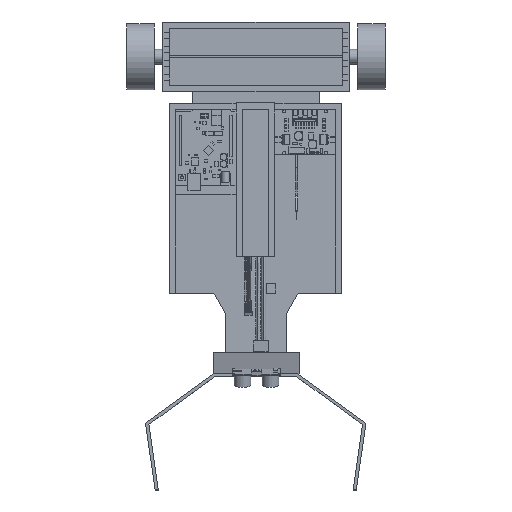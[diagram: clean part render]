
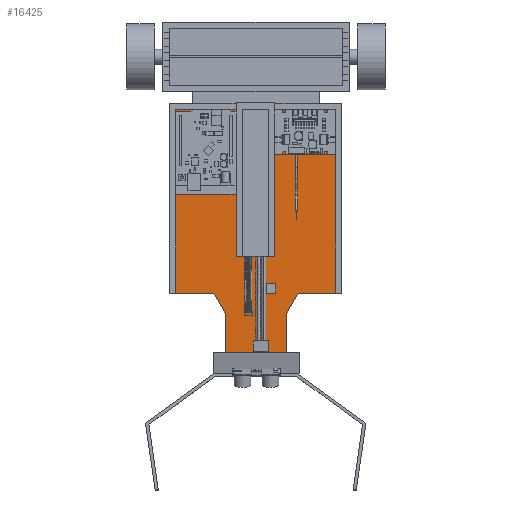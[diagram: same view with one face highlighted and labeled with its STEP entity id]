
A CAD part, top view. The second image highlights one B-rep face of the part: STEP entity #16425.
In plain terms, the highlighted planar face has unit normal (0, 0, 1).
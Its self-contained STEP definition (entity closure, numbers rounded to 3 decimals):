
#691=FACE_OUTER_BOUND('',#1650,.T.);
#1650=EDGE_LOOP('',(#10931,#10932,#10933,#10934,#10935,#10936,#10937,#10938,
#10939,#10940,#10941,#10942,#10943,#10944,#10945,#10946,#10947,#10948));
#2802=LINE('',#23304,#4909);
#2808=LINE('',#23316,#4915);
#2810=LINE('',#23319,#4917);
#2831=LINE('',#23368,#4938);
#2835=LINE('',#23377,#4942);
#2837=LINE('',#23381,#4944);
#2838=LINE('',#23383,#4945);
#2839=LINE('',#23385,#4946);
#2840=LINE('',#23387,#4947);
#2841=LINE('',#23389,#4948);
#2842=LINE('',#23390,#4949);
#2843=LINE('',#23392,#4950);
#2844=LINE('',#23394,#4951);
#2845=LINE('',#23396,#4952);
#2846=LINE('',#23398,#4953);
#2847=LINE('',#23399,#4954);
#2848=LINE('',#23401,#4955);
#2849=LINE('',#23402,#4956);
#4909=VECTOR('',#18807,10.);
#4915=VECTOR('',#18815,10.);
#4917=VECTOR('',#18819,10.);
#4938=VECTOR('',#18852,10.);
#4942=VECTOR('',#18858,10.);
#4944=VECTOR('',#18862,10.);
#4945=VECTOR('',#18863,10.);
#4946=VECTOR('',#18864,10.);
#4947=VECTOR('',#18865,10.);
#4948=VECTOR('',#18866,10.);
#4949=VECTOR('',#18867,10.);
#4950=VECTOR('',#18868,10.);
#4951=VECTOR('',#18869,10.);
#4952=VECTOR('',#18870,10.);
#4953=VECTOR('',#18871,10.);
#4954=VECTOR('',#18872,1.);
#4955=VECTOR('',#18873,1.);
#4956=VECTOR('',#18874,10.);
#7015=VERTEX_POINT('',#23300);
#7017=VERTEX_POINT('',#23303);
#7020=VERTEX_POINT('',#23310);
#7022=VERTEX_POINT('',#23314);
#7043=VERTEX_POINT('',#23365);
#7044=VERTEX_POINT('',#23367);
#7047=VERTEX_POINT('',#23374);
#7048=VERTEX_POINT('',#23376);
#7049=VERTEX_POINT('',#23380);
#7050=VERTEX_POINT('',#23382);
#7051=VERTEX_POINT('',#23384);
#7052=VERTEX_POINT('',#23386);
#7053=VERTEX_POINT('',#23388);
#7054=VERTEX_POINT('',#23391);
#7055=VERTEX_POINT('',#23393);
#7056=VERTEX_POINT('',#23395);
#7057=VERTEX_POINT('',#23397);
#7058=VERTEX_POINT('',#23400);
#8555=EDGE_CURVE('',#7017,#7015,#2802,.T.);
#8561=EDGE_CURVE('',#7022,#7020,#2808,.T.);
#8563=EDGE_CURVE('',#7020,#7015,#2810,.T.);
#8586=EDGE_CURVE('',#7044,#7043,#2831,.T.);
#8590=EDGE_CURVE('',#7048,#7047,#2835,.T.);
#8592=EDGE_CURVE('',#7049,#7047,#2837,.T.);
#8593=EDGE_CURVE('',#7049,#7050,#2838,.T.);
#8594=EDGE_CURVE('',#7050,#7051,#2839,.T.);
#8595=EDGE_CURVE('',#7051,#7052,#2840,.T.);
#8596=EDGE_CURVE('',#7053,#7052,#2841,.T.);
#8597=EDGE_CURVE('',#7053,#7044,#2842,.T.);
#8598=EDGE_CURVE('',#7043,#7054,#2843,.T.);
#8599=EDGE_CURVE('',#7055,#7054,#2844,.T.);
#8600=EDGE_CURVE('',#7055,#7056,#2845,.T.);
#8601=EDGE_CURVE('',#7057,#7056,#2846,.T.);
#8602=EDGE_CURVE('',#7017,#7057,#2847,.T.);
#8603=EDGE_CURVE('',#7058,#7022,#2848,.T.);
#8604=EDGE_CURVE('',#7058,#7048,#2849,.T.);
#10931=ORIENTED_EDGE('',*,*,#8590,.T.);
#10932=ORIENTED_EDGE('',*,*,#8592,.F.);
#10933=ORIENTED_EDGE('',*,*,#8593,.T.);
#10934=ORIENTED_EDGE('',*,*,#8594,.T.);
#10935=ORIENTED_EDGE('',*,*,#8595,.T.);
#10936=ORIENTED_EDGE('',*,*,#8596,.F.);
#10937=ORIENTED_EDGE('',*,*,#8597,.T.);
#10938=ORIENTED_EDGE('',*,*,#8586,.T.);
#10939=ORIENTED_EDGE('',*,*,#8598,.T.);
#10940=ORIENTED_EDGE('',*,*,#8599,.F.);
#10941=ORIENTED_EDGE('',*,*,#8600,.T.);
#10942=ORIENTED_EDGE('',*,*,#8601,.F.);
#10943=ORIENTED_EDGE('',*,*,#8602,.F.);
#10944=ORIENTED_EDGE('',*,*,#8555,.T.);
#10945=ORIENTED_EDGE('',*,*,#8563,.F.);
#10946=ORIENTED_EDGE('',*,*,#8561,.F.);
#10947=ORIENTED_EDGE('',*,*,#8603,.F.);
#10948=ORIENTED_EDGE('',*,*,#8604,.T.);
#15560=PLANE('',#17617);
#16425=ADVANCED_FACE('',(#691),#15560,.F.);
#17617=AXIS2_PLACEMENT_3D('',#23379,#18860,#18861);
#18807=DIRECTION('',(0.,-1.,0.));
#18815=DIRECTION('',(0.,-1.,0.));
#18819=DIRECTION('',(-1.,0.,0.));
#18852=DIRECTION('',(-1.,0.,0.));
#18858=DIRECTION('',(0.,1.,0.));
#18860=DIRECTION('center_axis',(0.,0.,-1.));
#18861=DIRECTION('ref_axis',(-1.,0.,0.));
#18862=DIRECTION('',(1.,0.,0.));
#18863=DIRECTION('',(0.,-1.,0.));
#18864=DIRECTION('',(-1.,0.,0.));
#18865=DIRECTION('',(0.,1.,0.));
#18866=DIRECTION('',(1.,0.,0.));
#18867=DIRECTION('',(0.,-1.,0.));
#18868=DIRECTION('',(0.,1.,0.));
#18869=DIRECTION('',(1.,0.,0.));
#18870=DIRECTION('',(0.,-1.,0.));
#18871=DIRECTION('',(-1.,0.,0.));
#18872=DIRECTION('',(-0.5,0.866,0.));
#18873=DIRECTION('',(-0.5,-0.866,0.));
#18874=DIRECTION('',(1.,0.,0.));
#23300=CARTESIAN_POINT('',(0.,-37.489,6.));
#23303=CARTESIAN_POINT('',(0.,0.,6.));
#23304=CARTESIAN_POINT('',(0.,0.,6.));
#23310=CARTESIAN_POINT('',(58.,-37.489,6.));
#23314=CARTESIAN_POINT('',(58.,0.,6.));
#23316=CARTESIAN_POINT('',(58.,0.,6.));
#23319=CARTESIAN_POINT('',(43.5,-37.489,6.));
#23365=CARTESIAN_POINT('',(10.,54.053,6.));
#23367=CARTESIAN_POINT('',(16.,54.053,6.));
#23368=CARTESIAN_POINT('',(22.5,54.053,6.));
#23374=CARTESIAN_POINT('',(104.4,194.053,6.));
#23376=CARTESIAN_POINT('',(104.4,19.053,6.));
#23377=CARTESIAN_POINT('',(104.4,168.243,6.));
#23379=CARTESIAN_POINT('Origin',(29.,142.434,6.));
#23380=CARTESIAN_POINT('',(47.,194.053,6.));
#23381=CARTESIAN_POINT('',(69.,194.053,6.));
#23382=CARTESIAN_POINT('',(47.,54.053,6.));
#23383=CARTESIAN_POINT('',(47.,168.243,6.));
#23384=CARTESIAN_POINT('',(41.,54.053,6.));
#23385=CARTESIAN_POINT('',(38.,54.053,6.));
#23386=CARTESIAN_POINT('',(41.,194.053,6.));
#23387=CARTESIAN_POINT('',(41.,98.243,6.));
#23388=CARTESIAN_POINT('',(16.,194.053,6.));
#23389=CARTESIAN_POINT('',(69.,194.053,6.));
#23390=CARTESIAN_POINT('',(16.,168.243,6.));
#23391=CARTESIAN_POINT('',(10.,194.053,6.));
#23392=CARTESIAN_POINT('',(10.,98.243,6.));
#23393=CARTESIAN_POINT('',(-47.5,194.053,6.));
#23394=CARTESIAN_POINT('',(69.,194.053,6.));
#23395=CARTESIAN_POINT('',(-47.5,19.053,6.));
#23396=CARTESIAN_POINT('',(-47.5,80.743,6.));
#23397=CARTESIAN_POINT('',(-11.,19.053,6.));
#23398=CARTESIAN_POINT('',(-47.5,19.053,6.));
#23399=CARTESIAN_POINT('',(0.,0.,6.));
#23400=CARTESIAN_POINT('',(69.,19.053,6.));
#23401=CARTESIAN_POINT('',(69.,19.053,6.));
#23402=CARTESIAN_POINT('',(69.,19.053,6.));
